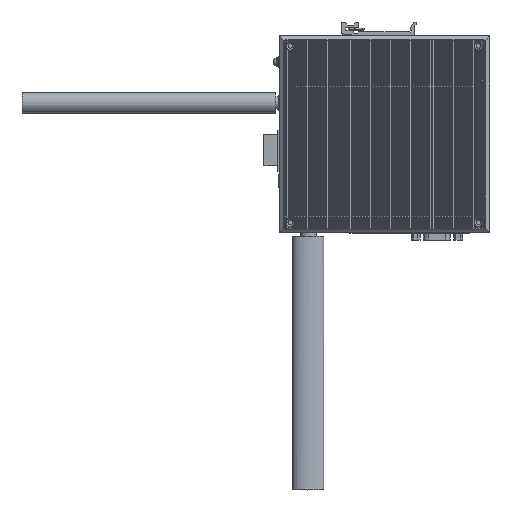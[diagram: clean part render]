
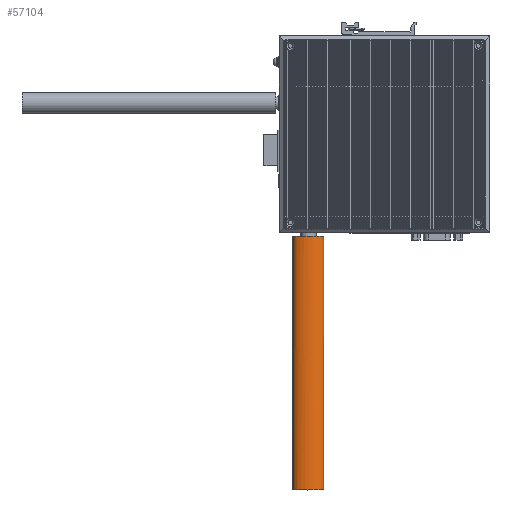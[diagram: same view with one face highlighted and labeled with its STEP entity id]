
A CAD part, top view. The second image highlights one B-rep face of the part: STEP entity #57104.
In plain terms, the highlighted face is a extrusion surface.
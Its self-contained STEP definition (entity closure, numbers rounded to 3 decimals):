
#33876=CARTESIAN_POINT('',(-40.6,41.63,65.85));
#33877=CARTESIAN_POINT('',(-40.6,42.255,65.85));
#33878=CARTESIAN_POINT('',(-40.975,43.13,65.85));
#33879=CARTESIAN_POINT('',(-42.15,44.455,65.85));
#33880=CARTESIAN_POINT('',(-44.156,45.574,65.85));
#33881=CARTESIAN_POINT('',(-47.073,46.407,65.85));
#33882=CARTESIAN_POINT('',(-49.35,46.63,65.85));
#33883=CARTESIAN_POINT('',(-50.6,46.63,65.85));
#33885=CARTESIAN_POINT('',(-50.6,46.63,65.85));
#33886=CARTESIAN_POINT('',(-51.85,46.63,65.85));
#33887=CARTESIAN_POINT('',(-54.127,46.407,65.85));
#33888=CARTESIAN_POINT('',(-57.044,45.574,65.85));
#33889=CARTESIAN_POINT('',(-59.05,44.455,65.85));
#33890=CARTESIAN_POINT('',(-60.225,43.13,65.85));
#33891=CARTESIAN_POINT('',(-60.6,42.255,65.85));
#33892=CARTESIAN_POINT('',(-60.6,41.63,65.85));
#33953=CARTESIAN_POINT('',(-40.6,41.63,230.85));
#33954=CARTESIAN_POINT('',(-40.6,42.219,230.85));
#33955=CARTESIAN_POINT('',(-41.027,43.492,230.85));
#33956=CARTESIAN_POINT('',(-43.319,45.271,230.85));
#33957=CARTESIAN_POINT('',(-46.277,46.225,230.85));
#33958=CARTESIAN_POINT('',(-48.794,46.577,230.85));
#33959=CARTESIAN_POINT('',(-50.6,46.656,230.85));
#33960=CARTESIAN_POINT('',(-52.406,46.577,230.85));
#33961=CARTESIAN_POINT('',(-54.923,46.225,230.85));
#33962=CARTESIAN_POINT('',(-57.881,45.271,230.85));
#33963=CARTESIAN_POINT('',(-60.173,43.492,230.85));
#33964=CARTESIAN_POINT('',(-60.6,42.219,230.85));
#33965=CARTESIAN_POINT('',(-60.6,41.63,230.85));
#33981=DIRECTION('',(0.,0.,1.));
#33982=VECTOR('',#33981,165.);
#33983=CARTESIAN_POINT('',(-40.6,41.63,65.85));
#33984=LINE('',#33983,#33982);
#33985=DIRECTION('',(0.,0.,1.));
#33986=VECTOR('',#33985,165.);
#33987=CARTESIAN_POINT('',(-60.6,41.63,65.85));
#33988=LINE('',#33987,#33986);
#48220=VERTEX_POINT('',#33953);
#48221=VERTEX_POINT('',#33965);
#48222=CARTESIAN_POINT('',(-40.6,41.63,65.85));
#48223=VERTEX_POINT('',#48222);
#48224=CARTESIAN_POINT('',(-60.6,41.63,65.85));
#48225=VERTEX_POINT('',#48224);
#48227=CARTESIAN_POINT('',(-50.6,46.63,65.85));
#48229=VERTEX_POINT('',#48227);
#57087=CARTESIAN_POINT('',(-50.6,41.63,65.85));
#57088=DIRECTION('',(0.,0.,1.));
#57089=DIRECTION('',(1.,0.,0.));
#57090=AXIS2_PLACEMENT_3D('',#57087,#57088,#57089);
#57092=DIRECTION('',(0.,0.,1.));
#57093=VECTOR('',#57092,1.);
#57094=SURFACE_OF_LINEAR_EXTRUSION('',#57091,#57093);
#57095=ORIENTED_EDGE('',*,*,#56995,.F.);
#57097=ORIENTED_EDGE('',*,*,#57096,.T.);
#57098=ORIENTED_EDGE('',*,*,#57080,.T.);
#57100=ORIENTED_EDGE('',*,*,#57099,.F.);
#57101=ORIENTED_EDGE('',*,*,#57007,.F.);
#57102=EDGE_LOOP('',(#57095,#57097,#57098,#57100,#57101));
#57103=FACE_OUTER_BOUND('',#57102,.F.);
#33884=B_SPLINE_CURVE_WITH_KNOTS('',3,(#33876,#33877,#33878,#33879,#33880,
#33881,#33882,#33883),.UNSPECIFIED.,.F.,.F.,(4,1,1,1,1,4),(0.,0.125,0.25,
0.5,0.75,1.),.UNSPECIFIED.);
#33893=B_SPLINE_CURVE_WITH_KNOTS('',3,(#33885,#33886,#33887,#33888,#33889,
#33890,#33891,#33892),.UNSPECIFIED.,.F.,.F.,(4,1,1,1,1,4),(0.,0.25,0.5,
0.75,0.875,1.),.UNSPECIFIED.);
#33966=B_SPLINE_CURVE_WITH_KNOTS('',3,(#33953,#33954,#33955,#33956,#33957,
#33958,#33959,#33960,#33961,#33962,#33963,#33964,#33965),.UNSPECIFIED.,.F.,.F.,(
4,1,1,1,1,1,1,1,1,1,4),(0.,0.125,0.25,0.375,0.438,0.5,0.563,
0.625,0.75,0.875,1.),.UNSPECIFIED.);
#56995=EDGE_CURVE('',#48223,#48229,#33884,.T.);
#57007=EDGE_CURVE('',#48229,#48225,#33893,.T.);
#57080=EDGE_CURVE('',#48220,#48221,#33966,.T.);
#57091=ELLIPSE('',#57090,10.,5.);
#57096=EDGE_CURVE('',#48223,#48220,#33984,.T.);
#57099=EDGE_CURVE('',#48225,#48221,#33988,.T.);
#57104=ADVANCED_FACE('',(#57103),#57094,.T.);
